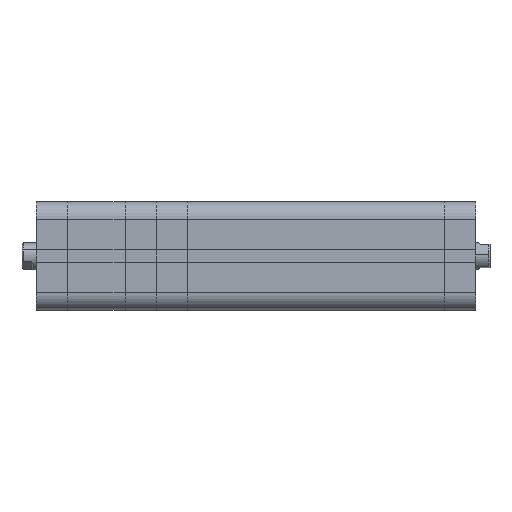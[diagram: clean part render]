
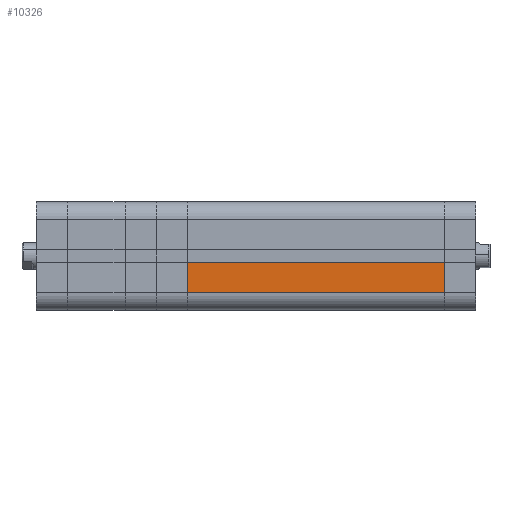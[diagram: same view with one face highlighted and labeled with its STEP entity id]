
A CAD part, front view. The second image highlights one B-rep face of the part: STEP entity #10326.
In plain terms, the highlighted planar face has unit normal (0, -1, 0).
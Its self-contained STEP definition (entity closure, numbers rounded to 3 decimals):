
#36 = LINE ( 'NONE', #23364, #30851 ) ;
#522 = CARTESIAN_POINT ( 'NONE',  ( 116., -24.5, -2.8 ) ) ;
#640 = PLANE ( 'NONE',  #6269 ) ;
#660 = ORIENTED_EDGE ( 'NONE', *, *, #36321, .F. ) ;
#2205 = DIRECTION ( 'NONE',  ( 0., 0., -1. ) ) ;
#3425 = VECTOR ( 'NONE', #23000, 1000. ) ;
#3614 = LINE ( 'NONE', #26781, #3425 ) ;
#5791 = FACE_OUTER_BOUND ( 'NONE', #13434, .T. ) ;
#5820 = EDGE_CURVE ( 'NONE', #12369, #35379, #3614, .T. ) ;
#6269 = AXIS2_PLACEMENT_3D ( 'NONE', #17376, #35410, #28765 ) ;
#6400 = ORIENTED_EDGE ( 'NONE', *, *, #5820, .T. ) ;
#6934 = EDGE_CURVE ( 'NONE', #13527, #12369, #36, .T. ) ;
#9958 = CARTESIAN_POINT ( 'NONE',  ( 116., -24.5, -16.5 ) ) ;
#10326 = ADVANCED_FACE ( 'NONE', ( #5791 ), #640, .F. ) ;
#10554 = CARTESIAN_POINT ( 'NONE',  ( 0., -24.5, -16.5 ) ) ;
#12369 = VERTEX_POINT ( 'NONE', #21804 ) ;
#13434 = EDGE_LOOP ( 'NONE', ( #17112, #6400, #21446, #660 ) ) ;
#13527 = VERTEX_POINT ( 'NONE', #522 ) ;
#17112 = ORIENTED_EDGE ( 'NONE', *, *, #6934, .T. ) ;
#17376 = CARTESIAN_POINT ( 'NONE',  ( 116., -24.5, -24.5 ) ) ;
#18490 = CARTESIAN_POINT ( 'NONE',  ( 116., -24.5, -16.5 ) ) ;
#18712 = VECTOR ( 'NONE', #2205, 1000. ) ;
#19240 = LINE ( 'NONE', #9958, #26323 ) ;
#21446 = ORIENTED_EDGE ( 'NONE', *, *, #30242, .T. ) ;
#21804 = CARTESIAN_POINT ( 'NONE',  ( 0., -24.5, -2.8 ) ) ;
#23000 = DIRECTION ( 'NONE',  ( 0., 0., -1. ) ) ;
#23364 = CARTESIAN_POINT ( 'NONE',  ( 116.001, -24.5, -2.8 ) ) ;
#26323 = VECTOR ( 'NONE', #33487, 1000. ) ;
#26781 = CARTESIAN_POINT ( 'NONE',  ( 0., -24.5, -24.5 ) ) ;
#28765 = DIRECTION ( 'NONE',  ( 0., 0., 1. ) ) ;
#29299 = VERTEX_POINT ( 'NONE', #18490 ) ;
#30163 = CARTESIAN_POINT ( 'NONE',  ( 116., -24.5, -24.5 ) ) ;
#30242 = EDGE_CURVE ( 'NONE', #35379, #29299, #19240, .T. ) ;
#30851 = VECTOR ( 'NONE', #32671, 1000. ) ;
#32671 = DIRECTION ( 'NONE',  ( -1., 0., 0. ) ) ;
#33487 = DIRECTION ( 'NONE',  ( 1., 0., 0. ) ) ;
#35379 = VERTEX_POINT ( 'NONE', #10554 ) ;
#35410 = DIRECTION ( 'NONE',  ( 0., 1., 0. ) ) ;
#35690 = LINE ( 'NONE', #30163, #18712 ) ;
#36321 = EDGE_CURVE ( 'NONE', #13527, #29299, #35690, .T. ) ;
